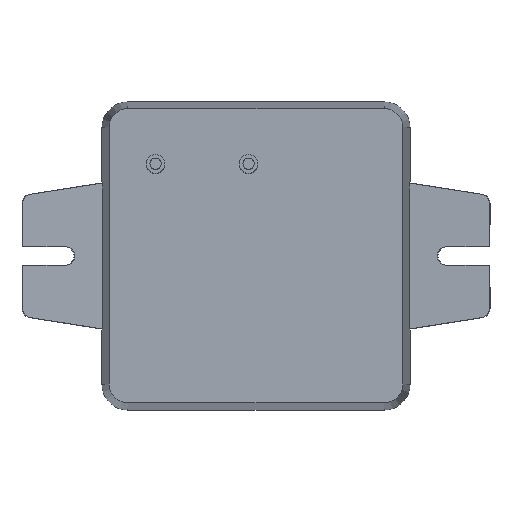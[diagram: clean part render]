
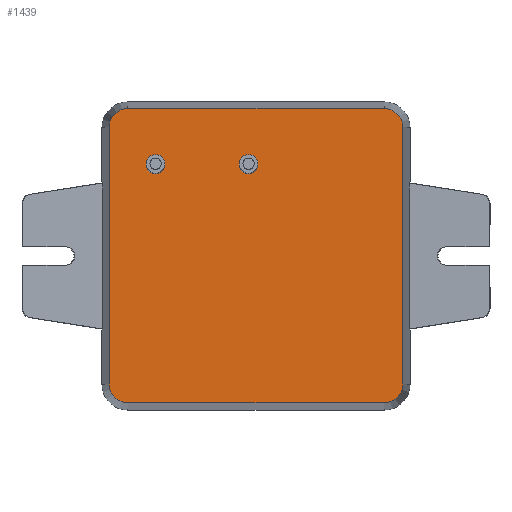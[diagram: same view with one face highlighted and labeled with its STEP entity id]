
A CAD part, top view. The second image highlights one B-rep face of the part: STEP entity #1439.
In plain terms, the highlighted planar face has unit normal (0, 0, 1).
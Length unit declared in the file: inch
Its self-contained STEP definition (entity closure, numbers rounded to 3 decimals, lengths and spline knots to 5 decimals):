
#9 = LINE ( 'NONE', #1924, #1056 ) ;
#28 = LINE ( 'NONE', #2245, #1116 ) ;
#67 = LINE ( 'NONE', #1922, #1054 ) ;
#293 = CARTESIAN_POINT ( 'NONE',  ( -0.54, 0.49, 0. ) ) ;
#294 = DIRECTION ( 'NONE',  ( 0., 0., 1. ) ) ;
#295 = DIRECTION ( 'NONE',  ( -1., 0., 0. ) ) ;
#301 = CARTESIAN_POINT ( 'NONE',  ( -0.04, 0.49, 0. ) ) ;
#302 = DIRECTION ( 'NONE',  ( 0., 0., 1. ) ) ;
#303 = DIRECTION ( 'NONE',  ( -1., 0., 0. ) ) ;
#707 = AXIS2_PLACEMENT_3D ( 'NONE', #293, #294, #295 ) ;
#783 = AXIS2_PLACEMENT_3D ( 'NONE', #301, #302, #303 ) ;
#858 = CIRCLE ( 'NONE', #783, 0.05 ) ;
#866 = CIRCLE ( 'NONE', #707, 0.05 ) ;
#1054 = VECTOR ( 'NONE', #1923, 39.37008 ) ;
#1056 = VECTOR ( 'NONE', #1925, 39.37008 ) ;
#1062 = CIRCLE ( 'NONE', #1069, 0.1 ) ;
#1069 = AXIS2_PLACEMENT_3D ( 'NONE', #1953, #1954, #1955 ) ;
#1074 = CIRCLE ( 'NONE', #1076, 0.1 ) ;
#1076 = AXIS2_PLACEMENT_3D ( 'NONE', #1967, #1968, #1969 ) ;
#1083 = CIRCLE ( 'NONE', #1102, 0.1 ) ;
#1102 = AXIS2_PLACEMENT_3D ( 'NONE', #2213, #2214, #2215 ) ;
#1113 = CIRCLE ( 'NONE', #1115, 0.1 ) ;
#1115 = AXIS2_PLACEMENT_3D ( 'NONE', #2242, #2243, #2244 ) ;
#1116 = VECTOR ( 'NONE', #2246, 39.37008 ) ;
#1122 = AXIS2_PLACEMENT_3D ( 'NONE', #2269, #2270, #2271 ) ;
#1133 = CIRCLE ( 'NONE', #1137, 0.05 ) ;
#1136 = VECTOR ( 'NONE', #2287, 39.37008 ) ;
#1137 = AXIS2_PLACEMENT_3D ( 'NONE', #2288, #2289, #2290 ) ;
#1156 = CIRCLE ( 'NONE', #1158, 0.05 ) ;
#1158 = AXIS2_PLACEMENT_3D ( 'NONE', #2335, #2336, #2337 ) ;
#1200 = LINE ( 'NONE', #2286, #1136 ) ;
#1205 = FACE_BOUND ( 'NONE', #2686, .T. ) ;
#1207 = FACE_OUTER_BOUND ( 'NONE', #2694, .T. ) ;
#1226 = FACE_BOUND ( 'NONE', #2824, .T. ) ;
#1257 = EDGE_CURVE ( 'NONE', #2926, #2859, #866, .T. ) ;
#1260 = EDGE_CURVE ( 'NONE', #2921, #2949, #858, .T. ) ;
#1414 = EDGE_CURVE ( 'NONE', #2893, #2906, #67, .T. ) ;
#1416 = EDGE_CURVE ( 'NONE', #2975, #2884, #9, .T. ) ;
#1420 = EDGE_CURVE ( 'NONE', #2906, #2975, #1062, .T. ) ;
#1422 = EDGE_CURVE ( 'NONE', #2927, #2893, #1074, .T. ) ;
#1431 = EDGE_CURVE ( 'NONE', #2884, #2855, #1083, .T. ) ;
#1435 = EDGE_CURVE ( 'NONE', #2965, #2971, #1113, .T. ) ;
#1436 = EDGE_CURVE ( 'NONE', #2971, #2927, #28, .T. ) ;
#1439 = ADVANCED_FACE ( 'NONE', ( #1205, #1207, #1226 ), #2268, .F. ) ;
#1442 = EDGE_CURVE ( 'NONE', #2855, #2965, #1200, .T. ) ;
#1443 = EDGE_CURVE ( 'NONE', #2949, #2921, #1133, .T. ) ;
#1451 = EDGE_CURVE ( 'NONE', #2859, #2926, #1156, .T. ) ;
#1922 = CARTESIAN_POINT ( 'NONE',  ( 0.79, 0.69, 0. ) ) ;
#1923 = DIRECTION ( 'NONE',  ( 0., 1., 0. ) ) ;
#1924 = CARTESIAN_POINT ( 'NONE',  ( -0.69, 0.79, 0. ) ) ;
#1925 = DIRECTION ( 'NONE',  ( -1., 0., 0. ) ) ;
#1953 = CARTESIAN_POINT ( 'NONE',  ( 0.69, 0.69, 0. ) ) ;
#1954 = DIRECTION ( 'NONE',  ( 0., 0., 1. ) ) ;
#1955 = DIRECTION ( 'NONE',  ( 1., 0., 0. ) ) ;
#1967 = CARTESIAN_POINT ( 'NONE',  ( 0.69, -0.69, 0. ) ) ;
#1968 = DIRECTION ( 'NONE',  ( 0., 0., 1. ) ) ;
#1969 = DIRECTION ( 'NONE',  ( -1., 0., 0. ) ) ;
#2213 = CARTESIAN_POINT ( 'NONE',  ( -0.69, 0.69, 0. ) ) ;
#2214 = DIRECTION ( 'NONE',  ( 0., 0., 1. ) ) ;
#2215 = DIRECTION ( 'NONE',  ( 1., 0., 0. ) ) ;
#2242 = CARTESIAN_POINT ( 'NONE',  ( -0.69, -0.69, 0. ) ) ;
#2243 = DIRECTION ( 'NONE',  ( 0., 0., 1. ) ) ;
#2244 = DIRECTION ( 'NONE',  ( 1., 0., 0. ) ) ;
#2245 = CARTESIAN_POINT ( 'NONE',  ( -0.69, -0.79, 0. ) ) ;
#2246 = DIRECTION ( 'NONE',  ( 1., 0., 0. ) ) ;
#2268 = PLANE ( 'NONE',  #1122 ) ;
#2269 = CARTESIAN_POINT ( 'NONE',  ( 0.69, -0.69, 0. ) ) ;
#2270 = DIRECTION ( 'NONE',  ( 0., 0., -1. ) ) ;
#2271 = DIRECTION ( 'NONE',  ( -1., 0., 0. ) ) ;
#2286 = CARTESIAN_POINT ( 'NONE',  ( -0.79, 0.69, 0. ) ) ;
#2287 = DIRECTION ( 'NONE',  ( 0., -1., 0. ) ) ;
#2288 = CARTESIAN_POINT ( 'NONE',  ( -0.04, 0.49, 0. ) ) ;
#2289 = DIRECTION ( 'NONE',  ( 0., 0., 1. ) ) ;
#2290 = DIRECTION ( 'NONE',  ( -1., 0., 0. ) ) ;
#2335 = CARTESIAN_POINT ( 'NONE',  ( -0.54, 0.49, 0. ) ) ;
#2336 = DIRECTION ( 'NONE',  ( 0., 0., 1. ) ) ;
#2337 = DIRECTION ( 'NONE',  ( -1., 0., 0. ) ) ;
#2432 = CARTESIAN_POINT ( 'NONE',  ( -0.79, 0.69, 0. ) ) ;
#2436 = CARTESIAN_POINT ( 'NONE',  ( -0.59, 0.49, 0. ) ) ;
#2448 = CARTESIAN_POINT ( 'NONE',  ( -0.69, 0.79, 0. ) ) ;
#2454 = CARTESIAN_POINT ( 'NONE',  ( 0.79, -0.69, 0. ) ) ;
#2467 = CARTESIAN_POINT ( 'NONE',  ( 0.79, 0.69, 0. ) ) ;
#2482 = CARTESIAN_POINT ( 'NONE',  ( 0.01, 0.49, 0. ) ) ;
#2487 = CARTESIAN_POINT ( 'NONE',  ( -0.49, 0.49, 0. ) ) ;
#2488 = CARTESIAN_POINT ( 'NONE',  ( 0.69, -0.79, 0. ) ) ;
#2502 = CARTESIAN_POINT ( 'NONE',  ( -0.09, 0.49, 0. ) ) ;
#2512 = CARTESIAN_POINT ( 'NONE',  ( -0.79, -0.69, 0. ) ) ;
#2515 = CARTESIAN_POINT ( 'NONE',  ( -0.69, -0.79, 0. ) ) ;
#2519 = CARTESIAN_POINT ( 'NONE',  ( 0.69, 0.79, 0. ) ) ;
#2686 = EDGE_LOOP ( 'NONE', ( #2955, #2847 ) ) ;
#2694 = EDGE_LOOP ( 'NONE', ( #2962, #2963, #2877, #2967, #2878, #2883, #2961, #2934 ) ) ;
#2824 = EDGE_LOOP ( 'NONE', ( #2937, #2889 ) ) ;
#2847 = ORIENTED_EDGE ( 'NONE', *, *, #1257, .F. ) ;
#2855 = VERTEX_POINT ( 'NONE', #2432 ) ;
#2859 = VERTEX_POINT ( 'NONE', #2436 ) ;
#2877 = ORIENTED_EDGE ( 'NONE', *, *, #1420, .T. ) ;
#2878 = ORIENTED_EDGE ( 'NONE', *, *, #1431, .T. ) ;
#2883 = ORIENTED_EDGE ( 'NONE', *, *, #1442, .T. ) ;
#2884 = VERTEX_POINT ( 'NONE', #2448 ) ;
#2889 = ORIENTED_EDGE ( 'NONE', *, *, #1260, .F. ) ;
#2893 = VERTEX_POINT ( 'NONE', #2454 ) ;
#2906 = VERTEX_POINT ( 'NONE', #2467 ) ;
#2921 = VERTEX_POINT ( 'NONE', #2482 ) ;
#2926 = VERTEX_POINT ( 'NONE', #2487 ) ;
#2927 = VERTEX_POINT ( 'NONE', #2488 ) ;
#2934 = ORIENTED_EDGE ( 'NONE', *, *, #1436, .T. ) ;
#2937 = ORIENTED_EDGE ( 'NONE', *, *, #1443, .F. ) ;
#2949 = VERTEX_POINT ( 'NONE', #2502 ) ;
#2955 = ORIENTED_EDGE ( 'NONE', *, *, #1451, .F. ) ;
#2961 = ORIENTED_EDGE ( 'NONE', *, *, #1435, .T. ) ;
#2962 = ORIENTED_EDGE ( 'NONE', *, *, #1422, .T. ) ;
#2963 = ORIENTED_EDGE ( 'NONE', *, *, #1414, .T. ) ;
#2965 = VERTEX_POINT ( 'NONE', #2512 ) ;
#2967 = ORIENTED_EDGE ( 'NONE', *, *, #1416, .T. ) ;
#2971 = VERTEX_POINT ( 'NONE', #2515 ) ;
#2975 = VERTEX_POINT ( 'NONE', #2519 ) ;
